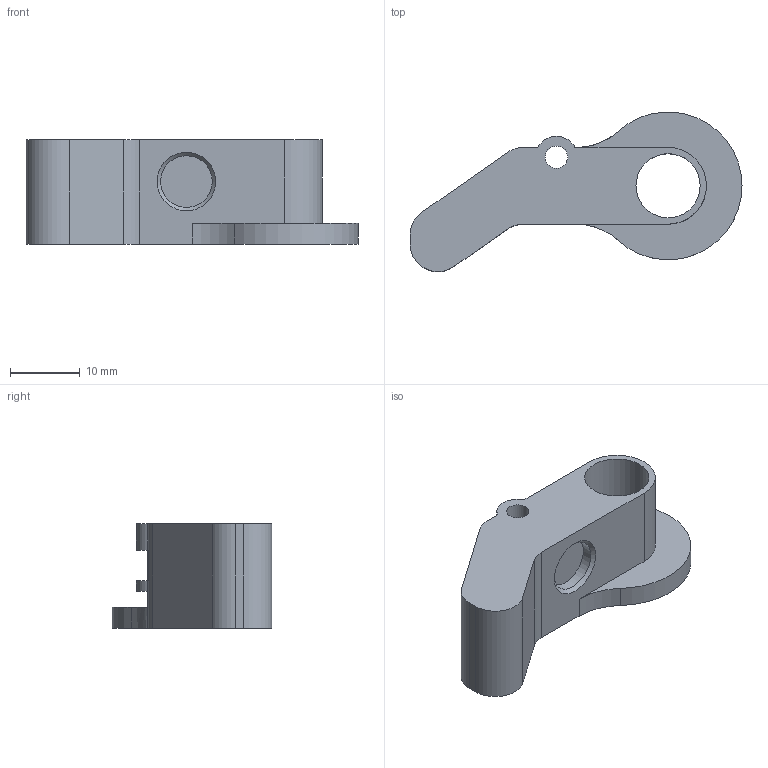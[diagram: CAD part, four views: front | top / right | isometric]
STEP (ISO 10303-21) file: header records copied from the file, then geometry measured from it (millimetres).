
FILE_DESCRIPTION(('FreeCAD Model'),'2;1');
FILE_NAME('Drakon_1.75_Idler.step','2018-09-06T07:09:17',('Author'),(''), 'Open CASCADE STEP processor 6.8','FreeCAD','Unknown');
FILE_SCHEMA(('AUTOMOTIVE_DESIGN_CC2 { 1 2 10303 214 -1 1 5 4 }'));
Length unit declared in the file: millimetre
Products named in the file (2): ASSEMBLY; Idler_Arm_Chamfer_bottom_holes
Assembly tree (1 placements, depth 2):
  ASSEMBLY
    Idler_Arm_Chamfer_bottom_holes
Bounding box: 47.6 x 22.88 x 15 mm (x, y, z)
Volume: 5654.4 mm3; surface area: 3468.3 mm2
Topology: 1 solids, 1 shells, 34 faces, 96 edges, 65 vertices
Faces by surface type: cylinder 16, plane 14, cone 4
Full cylindrical faces by diameter (mm): 3.2 x2, 7.4 x1, 9.2 x1
Entity records: 2652 total; most frequent: CARTESIAN_POINT 785, DIRECTION 334, ORIENTED_EDGE 192, PCURVE 192, DEFINITIONAL_REPRESENTATION 192, LINE 157, VECTOR 157, EDGE_CURVE 96
